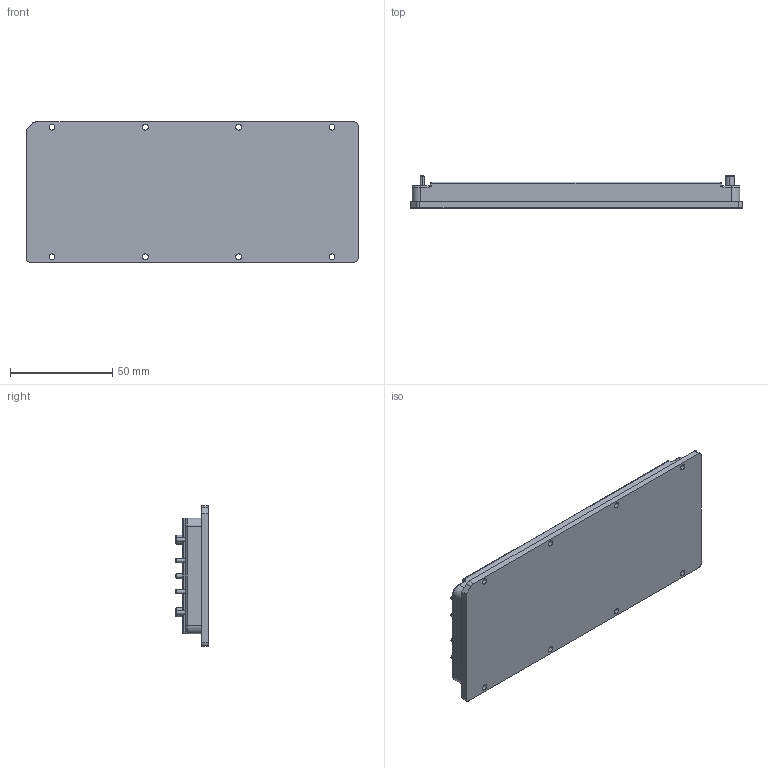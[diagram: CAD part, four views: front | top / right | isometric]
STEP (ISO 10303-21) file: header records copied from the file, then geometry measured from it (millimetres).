
FILE_DESCRIPTION (( 'STEP AP214' ), '1' );
FILE_NAME ('MODULE,THREADED,PFC BRICK.STEP', '2013-10-14T19:00:22', ( '' ), ( '' ), 'SwSTEP 2.0', 'SolidWorks 2012', '' );
FILE_SCHEMA (( 'AUTOMOTIVE_DESIGN' ));
Length unit declared in the file: inch
Products named in the file (1): MODULE,THREADED,PFC BRICK
Bounding box: 162.56 x 15.75 x 68.58 mm (x, y, z)
Volume: 120053.4 mm3; surface area: 27989.8 mm2
Topology: 1 solids, 1 shells, 113 faces, 261 edges, 156 vertices
Faces by surface type: cylinder 58, torus 26, plane 25, sphere 4
Entity records: 4393 total; most frequent: DIRECTION 645, CARTESIAN_POINT 527, ORIENTED_EDGE 514, AXIS2_PLACEMENT_3D 274, EDGE_CURVE 257, CIRCLE 160, VERTEX_POINT 156, EDGE_LOOP 139
